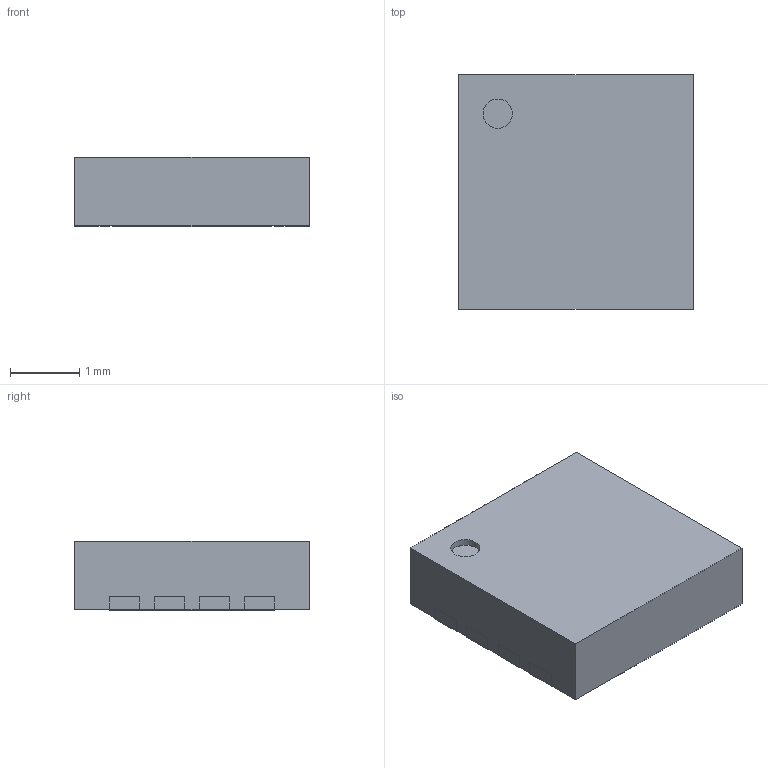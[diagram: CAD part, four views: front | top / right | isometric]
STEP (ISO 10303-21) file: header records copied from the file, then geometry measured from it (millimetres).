
FILE_DESCRIPTION(/* description */ (''),/* implementation_level */ '2;1');
FILE_NAME(/* name */ 'INFINEON PG-TSDSON-8-32.step',/* time_stamp */ '2022-08-06T06:06:27+01:00',/* author */ (''),/* organization */ (''),/* preprocessor_version */ 'ST-DEVELOPER v19',/* originating_system */ 'Autodesk Translation Framework v11.7.0.108',/* authorisation */ '');
FILE_SCHEMA (('AUTOMOTIVE_DESIGN { 1 0 10303 214 3 1 1 }'));
Length unit declared in the file: millimetre
Products named in the file (8): INFINEON PG-TSDSON-8-32; 10163948800; Open CASCADE STEP translator 7.5 15.1; Body; Open CASCADE STEP translator 7.5 15.2.1; Thermal Shape; Pin Shape; Open CASCADE STEP translator 7.5 15.4.1
Assembly tree (14 placements, depth 4):
  INFINEON PG-TSDSON-8-32
    10163948800
      Open CASCADE STEP translator 7.5 15.1
      Body
        Open CASCADE STEP translator 7.5 15.2.1
      Thermal Shape
      Pin Shape  x8
        Open CASCADE STEP translator 7.5 15.4.1
Bounding box: 3.4 x 3.4 x 1 mm (x, y, z)
Volume: 11.4 mm3; surface area: 51.4 mm2
Topology: 10 solids, 11 shells, 128 faces, 255 edges, 149 vertices
Faces by surface type: plane 127, cylinder 1
Full cylindrical faces by diameter (mm): 0.425 x1
Entity records: 1036 total; most frequent: DIRECTION 166, CARTESIAN_POINT 148, ORIENTED_EDGE 117, EDGE_CURVE 59, LINE 56, VECTOR 56, AXIS2_PLACEMENT_3D 55, VERTEX_POINT 37
